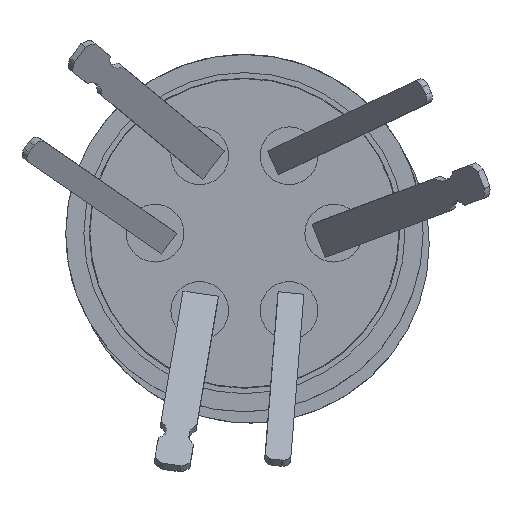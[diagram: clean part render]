
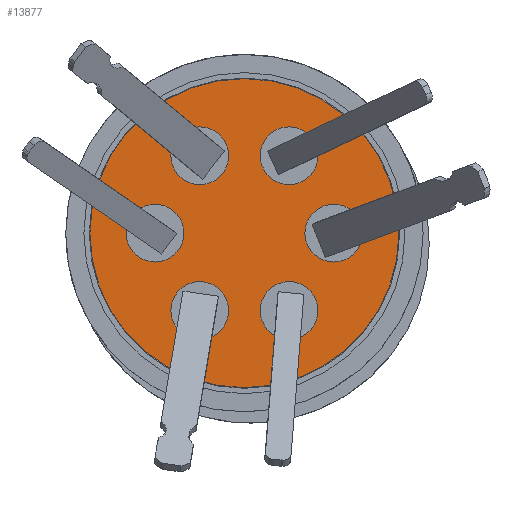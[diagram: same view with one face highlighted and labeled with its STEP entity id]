
A CAD part, left-side view. The second image highlights one B-rep face of the part: STEP entity #13877.
In plain terms, the highlighted planar face has unit normal (-1, 0, 0).
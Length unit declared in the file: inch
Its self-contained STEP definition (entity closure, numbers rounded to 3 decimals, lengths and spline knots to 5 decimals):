
#1782 = CARTESIAN_POINT ( 'NONE',  ( -1.31, 0.02127, -0.50129 ) ) ;
#1794 = CARTESIAN_POINT ( 'NONE',  ( -1.31, -0.39223, 0.03921 ) ) ;
#1798 = CARTESIAN_POINT ( 'NONE',  ( -1.31, 0.23277, 0.03921 ) ) ;
#1799 = CARTESIAN_POINT ( 'NONE',  ( -1.31, 0.43477, 0.03921 ) ) ;
#1813 = CARTESIAN_POINT ( 'NONE',  ( -1.31, -0.23598, -0.23142 ) ) ;
#1815 = CARTESIAN_POINT ( 'NONE',  ( -1.31, -0.03398, -0.23142 ) ) ;
#1820 = CARTESIAN_POINT ( 'NONE',  ( -1.31, 0.27852, -0.23142 ) ) ;
#1822 = CARTESIAN_POINT ( 'NONE',  ( -1.31, 0.02127, 0.57971 ) ) ;
#1825 = CARTESIAN_POINT ( 'NONE',  ( -1.31, 0.17752, 0.20885 ) ) ;
#1826 = CARTESIAN_POINT ( 'NONE',  ( -1.31, 0.07652, -0.23142 ) ) ;
#1827 = CARTESIAN_POINT ( 'NONE',  ( -1.31, -0.19023, 0.03921 ) ) ;
#1833 = CARTESIAN_POINT ( 'NONE',  ( -1.31, -0.03398, 0.30985 ) ) ;
#1836 = CARTESIAN_POINT ( 'NONE',  ( -1.31, -0.23598, 0.30985 ) ) ;
#1837 = CARTESIAN_POINT ( 'NONE',  ( -1.31, 0.17752, 0.41085 ) ) ;
#2664 = EDGE_CURVE ( 'NONE', #8523, #8521, #5348, .T. ) ;
#2671 = EDGE_CURVE ( 'NONE', #8535, #8502, #5952, .T. ) ;
#3207 = EDGE_CURVE ( 'NONE', #8490, #8530, #5355, .T. ) ;
#3856 = CARTESIAN_POINT ( 'NONE',  ( -1.31, 0.17752, -0.23142 ) ) ;
#3857 = DIRECTION ( 'NONE',  ( 1., 0., 0. ) ) ;
#3858 = DIRECTION ( 'NONE',  ( 0., 1., 0. ) ) ;
#4005 = EDGE_CURVE ( 'NONE', #8528, #8534, #5790, .T. ) ;
#4037 = EDGE_CURVE ( 'NONE', #8533, #8545, #5323, .T. ) ;
#4044 = EDGE_CURVE ( 'NONE', #8507, #8506, #5316, .T. ) ;
#4048 = EDGE_CURVE ( 'NONE', #8541, #8544, #5315, .T. ) ;
#4598 = CARTESIAN_POINT ( 'NONE',  ( -1.31, 0.33377, 0.03921 ) ) ;
#4599 = DIRECTION ( 'NONE',  ( 1., 0., 0. ) ) ;
#4600 = DIRECTION ( 'NONE',  ( 0., 1., 0. ) ) ;
#4601 = CARTESIAN_POINT ( 'NONE',  ( -1.31, -0.29123, 0.03921 ) ) ;
#4602 = DIRECTION ( 'NONE',  ( 1., 0., 0. ) ) ;
#4603 = DIRECTION ( 'NONE',  ( 0., 1., 0. ) ) ;
#4607 = CARTESIAN_POINT ( 'NONE',  ( -1.31, -0.13498, -0.23142 ) ) ;
#4608 = DIRECTION ( 'NONE',  ( 1., 0., 0. ) ) ;
#4609 = DIRECTION ( 'NONE',  ( 0., 1., 0. ) ) ;
#4619 = CARTESIAN_POINT ( 'NONE',  ( -1.31, 0.02127, 0.03921 ) ) ;
#4620 = DIRECTION ( 'NONE',  ( 1., 0., 0. ) ) ;
#4621 = DIRECTION ( 'NONE',  ( 0., 0., -1. ) ) ;
#4628 = CARTESIAN_POINT ( 'NONE',  ( -1.31, 0.17752, 0.30985 ) ) ;
#4629 = DIRECTION ( 'NONE',  ( 1., 0., 0. ) ) ;
#4630 = DIRECTION ( 'NONE',  ( 0., 0., -1. ) ) ;
#4643 = CARTESIAN_POINT ( 'NONE',  ( -1.31, -0.13498, 0.30985 ) ) ;
#4644 = DIRECTION ( 'NONE',  ( 1., 0., 0. ) ) ;
#4645 = DIRECTION ( 'NONE',  ( 0., 1., 0. ) ) ;
#5238 = AXIS2_PLACEMENT_3D ( 'NONE', #10459, #10461, #10463 ) ;
#5276 = AXIS2_PLACEMENT_3D ( 'NONE', #10179, #10181, #10183 ) ;
#5308 = AXIS2_PLACEMENT_3D ( 'NONE', #10489, #10491, #10493 ) ;
#5315 = CIRCLE ( 'NONE', #5308, 0.101 ) ;
#5316 = CIRCLE ( 'NONE', #5238, 0.101 ) ;
#5320 = AXIS2_PLACEMENT_3D ( 'NONE', #10410, #10412, #10414 ) ;
#5323 = CIRCLE ( 'NONE', #5320, 0.101 ) ;
#5348 = CIRCLE ( 'NONE', #5557, 0.101 ) ;
#5355 = CIRCLE ( 'NONE', #5590, 0.5405 ) ;
#5557 = AXIS2_PLACEMENT_3D ( 'NONE', #17568, #17569, #17570 ) ;
#5590 = AXIS2_PLACEMENT_3D ( 'NONE', #9763, #9765, #9767 ) ;
#5790 = CIRCLE ( 'NONE', #5276, 0.101 ) ;
#5944 = AXIS2_PLACEMENT_3D ( 'NONE', #17579, #17580, #17581 ) ;
#5952 = CIRCLE ( 'NONE', #5944, 0.101 ) ;
#6577 = AXIS2_PLACEMENT_3D ( 'NONE', #3856, #3857, #3858 ) ;
#6579 = CIRCLE ( 'NONE', #6577, 0.101 ) ;
#6939 = FACE_BOUND ( 'NONE', #11814, .T. ) ;
#6946 = FACE_BOUND ( 'NONE', #11831, .T. ) ;
#6947 = FACE_BOUND ( 'NONE', #11830, .T. ) ;
#6948 = FACE_BOUND ( 'NONE', #11756, .T. ) ;
#6949 = FACE_BOUND ( 'NONE', #11815, .T. ) ;
#6950 = FACE_BOUND ( 'NONE', #11822, .T. ) ;
#6952 = FACE_OUTER_BOUND ( 'NONE', #11742, .T. ) ;
#6953 = CARTESIAN_POINT ( 'NONE',  ( -1.31, 0.02127, 0.03921 ) ) ;
#6954 = PLANE ( 'NONE',  #14998 ) ;
#6955 = DIRECTION ( 'NONE',  ( -1., 0., 0. ) ) ;
#6956 = DIRECTION ( 'NONE',  ( 0., 0., 1. ) ) ;
#8490 = VERTEX_POINT ( 'NONE', #1782 ) ;
#8502 = VERTEX_POINT ( 'NONE', #1794 ) ;
#8506 = VERTEX_POINT ( 'NONE', #1798 ) ;
#8507 = VERTEX_POINT ( 'NONE', #1799 ) ;
#8521 = VERTEX_POINT ( 'NONE', #1813 ) ;
#8523 = VERTEX_POINT ( 'NONE', #1815 ) ;
#8528 = VERTEX_POINT ( 'NONE', #1820 ) ;
#8530 = VERTEX_POINT ( 'NONE', #1822 ) ;
#8533 = VERTEX_POINT ( 'NONE', #1825 ) ;
#8534 = VERTEX_POINT ( 'NONE', #1826 ) ;
#8535 = VERTEX_POINT ( 'NONE', #1827 ) ;
#8541 = VERTEX_POINT ( 'NONE', #1833 ) ;
#8544 = VERTEX_POINT ( 'NONE', #1836 ) ;
#8545 = VERTEX_POINT ( 'NONE', #1837 ) ;
#9763 = CARTESIAN_POINT ( 'NONE',  ( -1.31, 0.02127, 0.03921 ) ) ;
#9765 = DIRECTION ( 'NONE',  ( 1., 0., 0. ) ) ;
#9767 = DIRECTION ( 'NONE',  ( 0., 0., -1. ) ) ;
#10179 = CARTESIAN_POINT ( 'NONE',  ( -1.31, 0.17752, -0.23142 ) ) ;
#10181 = DIRECTION ( 'NONE',  ( 1., 0., 0. ) ) ;
#10183 = DIRECTION ( 'NONE',  ( 0., 1., 0. ) ) ;
#10410 = CARTESIAN_POINT ( 'NONE',  ( -1.31, 0.17752, 0.30985 ) ) ;
#10412 = DIRECTION ( 'NONE',  ( 1., 0., 0. ) ) ;
#10414 = DIRECTION ( 'NONE',  ( 0., 0., -1. ) ) ;
#10459 = CARTESIAN_POINT ( 'NONE',  ( -1.31, 0.33377, 0.03921 ) ) ;
#10461 = DIRECTION ( 'NONE',  ( 1., 0., 0. ) ) ;
#10463 = DIRECTION ( 'NONE',  ( 0., 1., 0. ) ) ;
#10489 = CARTESIAN_POINT ( 'NONE',  ( -1.31, -0.13498, 0.30985 ) ) ;
#10491 = DIRECTION ( 'NONE',  ( 1., 0., 0. ) ) ;
#10493 = DIRECTION ( 'NONE',  ( 0., 1., 0. ) ) ;
#11742 = EDGE_LOOP ( 'NONE', ( #16642, #16643 ) ) ;
#11756 = EDGE_LOOP ( 'NONE', ( #16646, #16647 ) ) ;
#11814 = EDGE_LOOP ( 'NONE', ( #16638, #16639 ) ) ;
#11815 = EDGE_LOOP ( 'NONE', ( #16648, #16649 ) ) ;
#11822 = EDGE_LOOP ( 'NONE', ( #16640, #16641 ) ) ;
#11830 = EDGE_LOOP ( 'NONE', ( #16636, #16637 ) ) ;
#11831 = EDGE_LOOP ( 'NONE', ( #16644, #16645 ) ) ;
#13365 = AXIS2_PLACEMENT_3D ( 'NONE', #4598, #4599, #4600 ) ;
#13366 = CIRCLE ( 'NONE', #13387, 0.101 ) ;
#13373 = CIRCLE ( 'NONE', #13365, 0.101 ) ;
#13387 = AXIS2_PLACEMENT_3D ( 'NONE', #4601, #4602, #4603 ) ;
#13388 = CIRCLE ( 'NONE', #13393, 0.101 ) ;
#13393 = AXIS2_PLACEMENT_3D ( 'NONE', #4607, #4608, #4609 ) ;
#13399 = CIRCLE ( 'NONE', #13403, 0.5405 ) ;
#13403 = AXIS2_PLACEMENT_3D ( 'NONE', #4619, #4620, #4621 ) ;
#13406 = CIRCLE ( 'NONE', #13412, 0.101 ) ;
#13412 = AXIS2_PLACEMENT_3D ( 'NONE', #4628, #4629, #4630 ) ;
#13419 = CIRCLE ( 'NONE', #13423, 0.101 ) ;
#13423 = AXIS2_PLACEMENT_3D ( 'NONE', #4643, #4644, #4645 ) ;
#13877 = ADVANCED_FACE ( 'NONE', ( #6947, #6939, #6950, #6952, #6946, #6948, #6949 ), #6954, .T. ) ;
#14998 = AXIS2_PLACEMENT_3D ( 'NONE', #6953, #6955, #6956 ) ;
#16636 = ORIENTED_EDGE ( 'NONE', *, *, #2671, .T. ) ;
#16637 = ORIENTED_EDGE ( 'NONE', *, *, #18352, .T. ) ;
#16638 = ORIENTED_EDGE ( 'NONE', *, *, #4044, .T. ) ;
#16639 = ORIENTED_EDGE ( 'NONE', *, *, #18351, .T. ) ;
#16640 = ORIENTED_EDGE ( 'NONE', *, *, #2664, .T. ) ;
#16641 = ORIENTED_EDGE ( 'NONE', *, *, #18354, .T. ) ;
#16642 = ORIENTED_EDGE ( 'NONE', *, *, #3207, .F. ) ;
#16643 = ORIENTED_EDGE ( 'NONE', *, *, #18358, .F. ) ;
#16644 = ORIENTED_EDGE ( 'NONE', *, *, #4005, .T. ) ;
#16645 = ORIENTED_EDGE ( 'NONE', *, *, #19185, .T. ) ;
#16646 = ORIENTED_EDGE ( 'NONE', *, *, #4037, .T. ) ;
#16647 = ORIENTED_EDGE ( 'NONE', *, *, #18361, .T. ) ;
#16648 = ORIENTED_EDGE ( 'NONE', *, *, #4048, .T. ) ;
#16649 = ORIENTED_EDGE ( 'NONE', *, *, #18366, .T. ) ;
#17568 = CARTESIAN_POINT ( 'NONE',  ( -1.31, -0.13498, -0.23142 ) ) ;
#17569 = DIRECTION ( 'NONE',  ( 1., 0., 0. ) ) ;
#17570 = DIRECTION ( 'NONE',  ( 0., 1., 0. ) ) ;
#17579 = CARTESIAN_POINT ( 'NONE',  ( -1.31, -0.29123, 0.03921 ) ) ;
#17580 = DIRECTION ( 'NONE',  ( 1., 0., 0. ) ) ;
#17581 = DIRECTION ( 'NONE',  ( 0., 1., 0. ) ) ;
#18351 = EDGE_CURVE ( 'NONE', #8506, #8507, #13373, .T. ) ;
#18352 = EDGE_CURVE ( 'NONE', #8502, #8535, #13366, .T. ) ;
#18354 = EDGE_CURVE ( 'NONE', #8521, #8523, #13388, .T. ) ;
#18358 = EDGE_CURVE ( 'NONE', #8530, #8490, #13399, .T. ) ;
#18361 = EDGE_CURVE ( 'NONE', #8545, #8533, #13406, .T. ) ;
#18366 = EDGE_CURVE ( 'NONE', #8544, #8541, #13419, .T. ) ;
#19185 = EDGE_CURVE ( 'NONE', #8534, #8528, #6579, .T. ) ;
